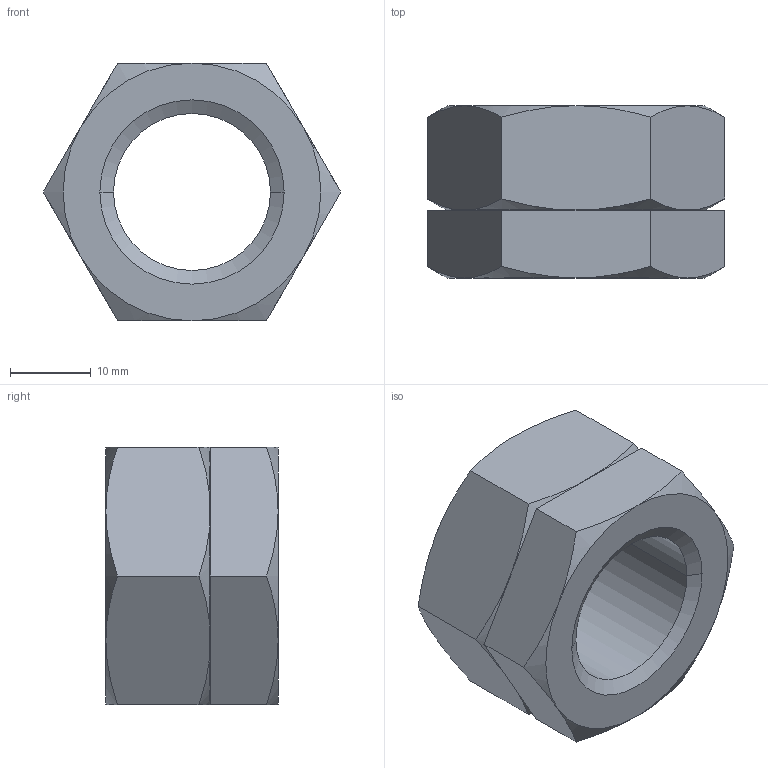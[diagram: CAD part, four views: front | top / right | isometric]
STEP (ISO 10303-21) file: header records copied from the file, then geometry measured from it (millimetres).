
FILE_DESCRIPTION((''),'2;1');
FILE_NAME('0RTHN022_____0','2019-10-29T14:20:16',('kim.bk'),(''),'CREO PARAMETRIC BY PTC INC, 2019010','CREO PARAMETRIC BY PTC INC, 2019010','');
FILE_SCHEMA(('CONFIG_CONTROL_DESIGN'));
Length unit declared in the file: millimetre
Products named in the file (1): 0RTHN022_____0
Bounding box: 36.95 x 21.4 x 32 mm (x, y, z)
Volume: 12307.1 mm3; surface area: 6637.7 mm2
Topology: 2 solids, 2 shells, 309 faces, 848 edges, 560 vertices
Faces by surface type: plane 279, cone 26, cylinder 4
Entity records: 9812 total; most frequent: CARTESIAN_POINT 1945, ORIENTED_EDGE 1696, DIRECTION 1468, EDGE_CURVE 848, VECTOR 774, LINE 774, VERTEX_POINT 560, AXIS2_PLACEMENT_3D 347
